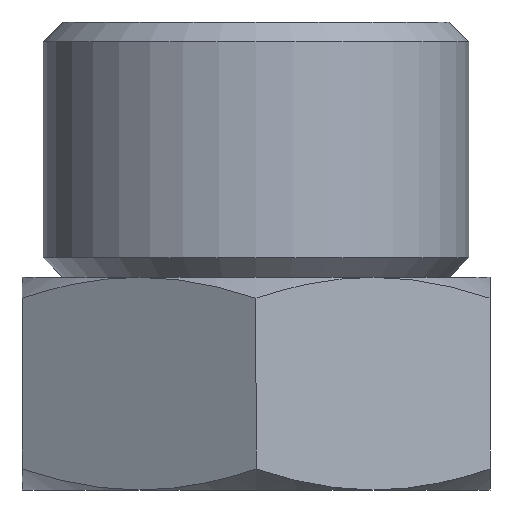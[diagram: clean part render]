
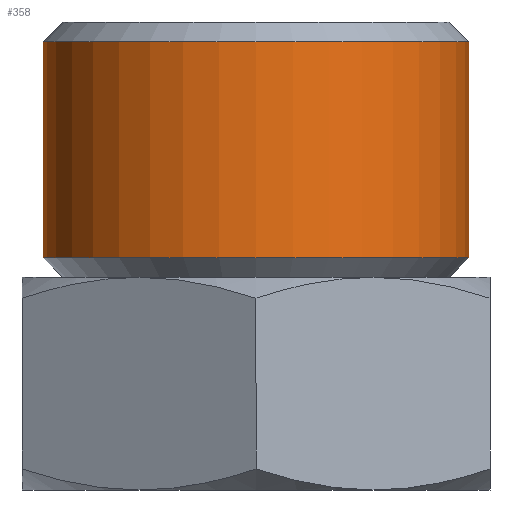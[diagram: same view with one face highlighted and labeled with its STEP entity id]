
A CAD part, front view. The second image highlights one B-rep face of the part: STEP entity #358.
In plain terms, the highlighted cylindrical face has radius 10 mm (diameter 20 mm), a full revolution.
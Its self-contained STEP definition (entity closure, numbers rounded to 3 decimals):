
#33=CYLINDRICAL_SURFACE('',#408,10.);
#53=CIRCLE('',#407,10.);
#54=CIRCLE('',#409,10.);
#87=ORIENTED_EDGE('',*,*,#181,.F.);
#88=ORIENTED_EDGE('',*,*,#180,.T.);
#180=EDGE_CURVE('',#225,#225,#53,.T.);
#181=EDGE_CURVE('',#226,#226,#54,.T.);
#225=VERTEX_POINT('',#610);
#226=VERTEX_POINT('',#613);
#279=EDGE_LOOP('',(#87));
#280=EDGE_LOOP('',(#88));
#313=FACE_BOUND('',#279,.T.);
#314=FACE_BOUND('',#280,.T.);
#358=ADVANCED_FACE('',(#313,#314),#33,.T.);
#407=AXIS2_PLACEMENT_3D('',#609,#474,#475);
#408=AXIS2_PLACEMENT_3D('',#611,#476,#477);
#409=AXIS2_PLACEMENT_3D('',#612,#478,#479);
#474=DIRECTION('',(0.,0.,-1.));
#475=DIRECTION('',(-1.,0.,0.));
#476=DIRECTION('',(0.,0.,-1.));
#477=DIRECTION('',(-1.,0.,0.));
#478=DIRECTION('',(0.,0.,-1.));
#479=DIRECTION('',(-1.,0.,0.));
#609=CARTESIAN_POINT('',(0.,0.,6.58));
#610=CARTESIAN_POINT('',(-10.,0.,6.58));
#611=CARTESIAN_POINT('',(0.,0.,-14.5));
#612=CARTESIAN_POINT('',(0.,0.,-3.58));
#613=CARTESIAN_POINT('',(-10.,0.,-3.58));
